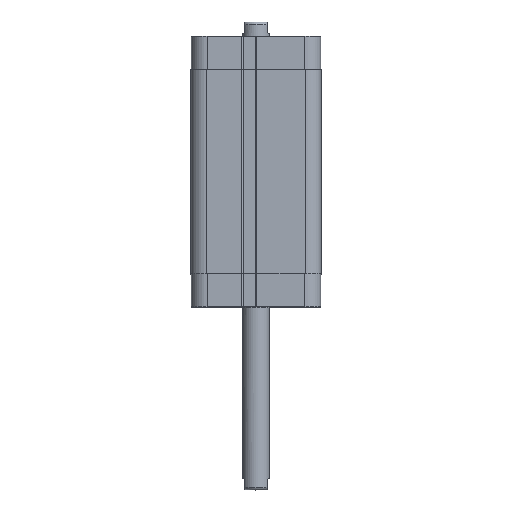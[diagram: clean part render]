
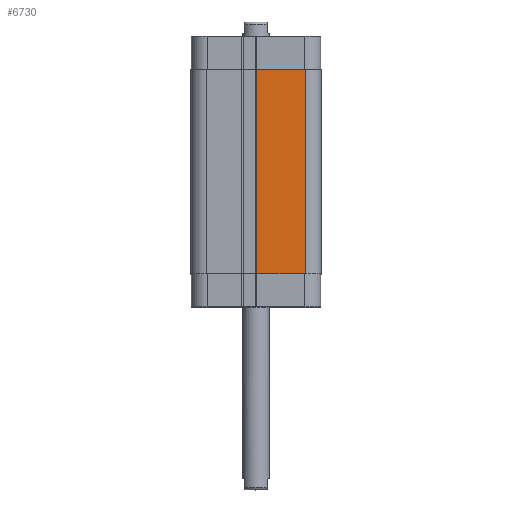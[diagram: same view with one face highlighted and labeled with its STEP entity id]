
A CAD part, top view. The second image highlights one B-rep face of the part: STEP entity #6730.
In plain terms, the highlighted planar face has unit normal (0, 0, 1).
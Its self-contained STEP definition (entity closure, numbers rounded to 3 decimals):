
#5297=CARTESIAN_POINT('',(0.25,45.5,29.05));
#5298=VERTEX_POINT('',#5297);
#5306=CARTESIAN_POINT('',(22.05,45.5,29.05));
#5307=VERTEX_POINT('',#5306);
#5308=CARTESIAN_POINT('',(22.05,45.5,29.05));
#5309=DIRECTION('',(-1.0,0.0,0.0));
#5310=VECTOR('',#5309,21.8);
#5311=LINE('',#5308,#5310);
#5312=EDGE_CURVE('',#5307,#5298,#5311,.T.);
#6364=CARTESIAN_POINT('',(22.05,-45.5,29.05));
#6365=VERTEX_POINT('',#6364);
#6373=CARTESIAN_POINT('',(0.25,-45.5,29.05));
#6374=VERTEX_POINT('',#6373);
#6375=CARTESIAN_POINT('',(0.25,-45.5,29.05));
#6376=DIRECTION('',(1.0,0.0,0.0));
#6377=VECTOR('',#6376,21.8);
#6378=LINE('',#6375,#6377);
#6379=EDGE_CURVE('',#6374,#6365,#6378,.T.);
#6698=CARTESIAN_POINT('',(22.05,45.5,29.05));
#6699=DIRECTION('',(0.0,-1.0,0.0));
#6700=VECTOR('',#6699,91.0);
#6701=LINE('',#6698,#6700);
#6702=EDGE_CURVE('',#5307,#6365,#6701,.T.);
#6714=CARTESIAN_POINT('',(22.05,0.0,29.05));
#6715=DIRECTION('',(0.0,0.0,1.0));
#6716=DIRECTION('',(1.0,0.0,0.0));
#6717=AXIS2_PLACEMENT_3D('',#6714,#6715,#6716);
#6718=PLANE('',#6717);
#6719=ORIENTED_EDGE('',*,*,#5312,.T.);
#6720=CARTESIAN_POINT('',(0.25,45.5,29.05));
#6721=DIRECTION('',(0.0,-1.0,0.0));
#6722=VECTOR('',#6721,91.0);
#6723=LINE('',#6720,#6722);
#6724=EDGE_CURVE('',#5298,#6374,#6723,.T.);
#6725=ORIENTED_EDGE('',*,*,#6724,.T.);
#6726=ORIENTED_EDGE('',*,*,#6379,.T.);
#6727=ORIENTED_EDGE('',*,*,#6702,.F.);
#6728=EDGE_LOOP('',(#6719,#6725,#6726,#6727));
#6729=FACE_OUTER_BOUND('',#6728,.T.);
#6730=ADVANCED_FACE('',(#6729),#6718,.T.);
